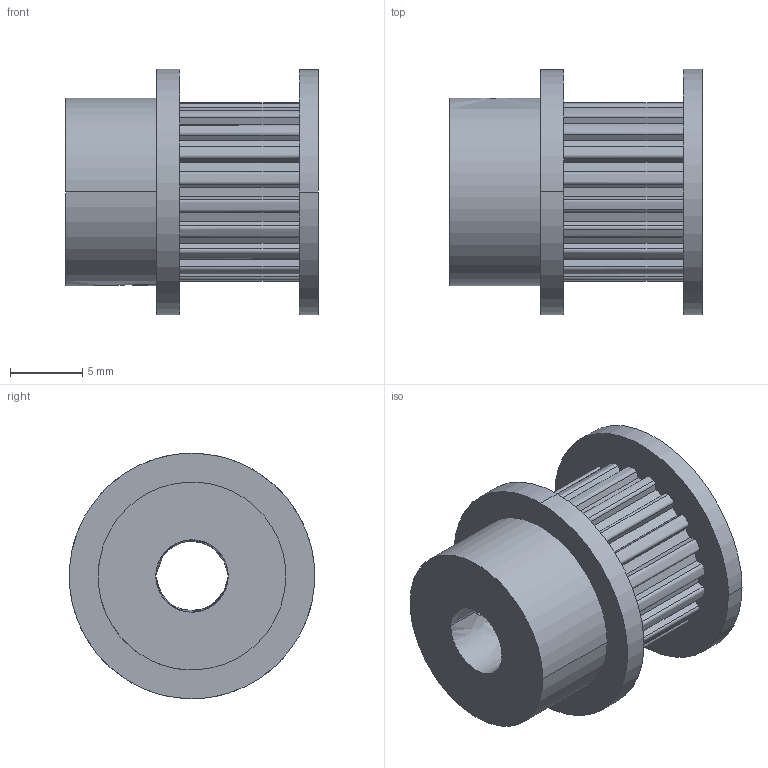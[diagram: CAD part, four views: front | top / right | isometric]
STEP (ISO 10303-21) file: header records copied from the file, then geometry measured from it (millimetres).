
FILE_DESCRIPTION(/* description */ (''),/* implementation_level */ '2;1');
FILE_NAME(/* name */ 'MXL Belt Pulley',/* time_stamp */ '2014-03-05T18:03:04-06:00',/* author */ (''),/* organization */ (''),/* preprocessor_version */ 'ST-DEVELOPER v15',/* originating_system */ '',/* authorisation */ '');
FILE_SCHEMA (('AUTOMOTIVE_DESIGN'));
Length unit declared in the file: inch
Products named in the file (1): Document
Bounding box: 17.5 x 17 x 17 mm (x, y, z)
Volume: 2064.2 mm3; surface area: 1798.5 mm2
Topology: 1 solids, 1 shells, 97 faces, 278 edges, 184 vertices
Faces by surface type: bspline 92, plane 5
Entity records: 3402 total; most frequent: CARTESIAN_POINT 2033, ORIENTED_EDGE 556, EDGE_CURVE 278, VERTEX_POINT 184, EDGE_LOOP 102, ADVANCED_FACE 97, FACE_OUTER_BOUND 97, DIRECTION 9
